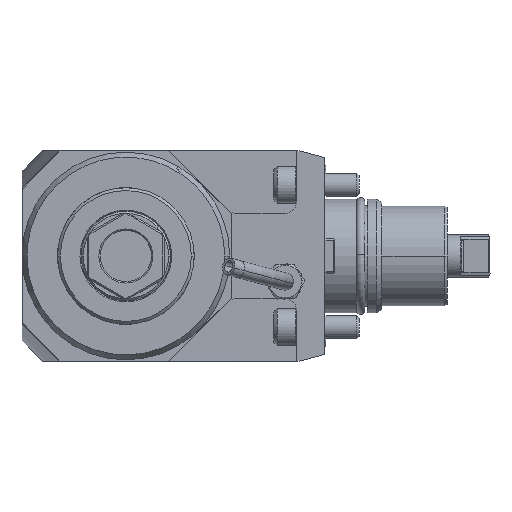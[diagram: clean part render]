
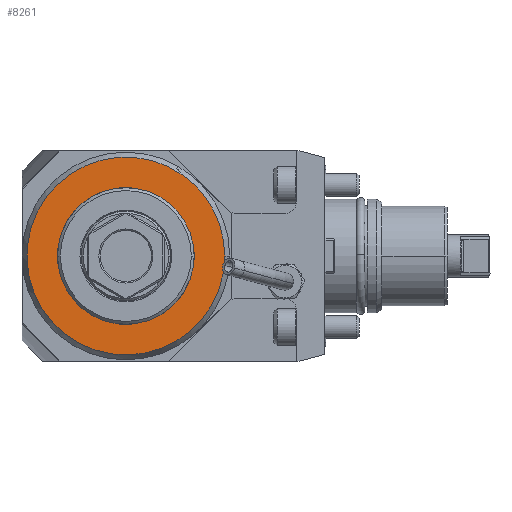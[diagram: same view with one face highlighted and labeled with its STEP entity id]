
A CAD part, left-side view. The second image highlights one B-rep face of the part: STEP entity #8261.
In plain terms, the highlighted planar face has unit normal (-1, 0, 0).
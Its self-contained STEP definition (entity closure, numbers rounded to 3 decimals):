
#66=CARTESIAN_POINT('',(-8.,70.,0.));
#67=DIRECTION('',(1.,0.,0.));
#68=DIRECTION('',(0.,-1.,0.));
#69=AXIS2_PLACEMENT_3D('',#66,#67,#68);
#71=CARTESIAN_POINT('',(-8.,70.,0.));
#72=DIRECTION('',(1.,0.,0.));
#73=DIRECTION('',(0.,-0.569,0.823));
#74=AXIS2_PLACEMENT_3D('',#71,#72,#73);
#76=CARTESIAN_POINT('',(-8.,70.,0.));
#77=DIRECTION('',(1.,0.,0.));
#78=DIRECTION('',(0.,1.,0.));
#79=AXIS2_PLACEMENT_3D('',#76,#77,#78);
#81=CARTESIAN_POINT('',(-8.,70.,0.));
#82=DIRECTION('',(1.,0.,0.));
#83=DIRECTION('',(0.,-1.,0.));
#84=AXIS2_PLACEMENT_3D('',#81,#82,#83);
#98=CARTESIAN_POINT('',(-7.998,50.228,28.6));
#7280=CARTESIAN_POINT('',(-8.,35.232,
0.));
#7281=VERTEX_POINT('',#7280);
#8070=CARTESIAN_POINT('',(-8.,94.,0.));
#8071=CARTESIAN_POINT('',(-8.,46.,0.));
#8072=VERTEX_POINT('',#8070);
#8073=VERTEX_POINT('',#8071);
#8074=VERTEX_POINT('',#98);
#8245=CARTESIAN_POINT('',(-8.,70.,0.));
#8246=DIRECTION('',(1.,0.,0.));
#8247=DIRECTION('',(0.,1.,0.));
#8248=AXIS2_PLACEMENT_3D('',#8245,#8246,#8247);
#8249=PLANE('',#8248);
#8250=ORIENTED_EDGE('',*,*,#8230,.T.);
#8252=ORIENTED_EDGE('',*,*,#8251,.T.);
#8253=EDGE_LOOP('',(#8250,#8252));
#8254=FACE_OUTER_BOUND('',#8253,.F.);
#8256=ORIENTED_EDGE('',*,*,#8255,.F.);
#8258=ORIENTED_EDGE('',*,*,#8257,.F.);
#8259=EDGE_LOOP('',(#8256,#8258));
#8260=FACE_BOUND('',#8259,.F.);
#70=CIRCLE('',#69,34.768);
#75=CIRCLE('',#74,34.768);
#80=CIRCLE('',#79,24.);
#85=CIRCLE('',#84,24.);
#8230=EDGE_CURVE('',#7281,#8074,#70,.T.);
#8251=EDGE_CURVE('',#8074,#7281,#75,.T.);
#8255=EDGE_CURVE('',#8072,#8073,#80,.T.);
#8257=EDGE_CURVE('',#8073,#8072,#85,.T.);
#8261=ADVANCED_FACE('',(#8254,#8260),#8249,.F.);
